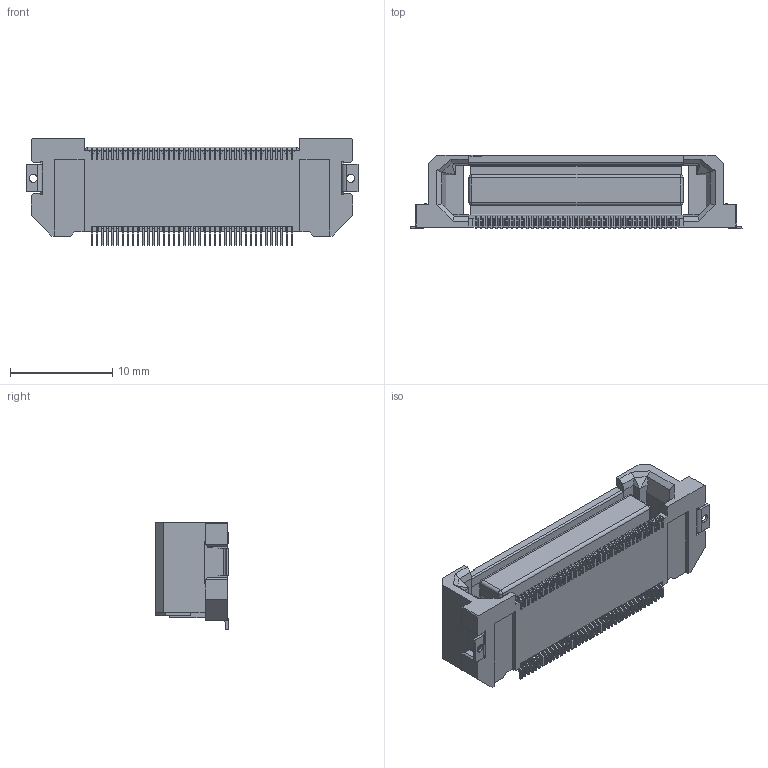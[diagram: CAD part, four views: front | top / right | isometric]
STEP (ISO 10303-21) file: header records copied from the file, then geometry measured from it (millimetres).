
FILE_DESCRIPTION(('CoCreate Modeling STEP Export'),'2;1');
FILE_NAME('FX20-80S-0.5SH.stp','2013-09-06T17:36:28',(''),(''),'CoCreate Modeling STEP processor for AP214 (Solid Model)','CoCreate Modeling 17.0 01-Apr-2010 (C) Parametric Technology GmbH','');
FILE_SCHEMA(('AUTOMOTIVE_DESIGN { 1 0 10303 214 1 1 1 1 }'));
Products named in the file (1): FX20-80S-0.5SH
Bounding box: 32.4 x 7.15 x 10.4 mm (x, y, z)
Volume: 1281.6 mm3; surface area: 2153 mm2
Topology: 1 solids, 1 shells, 2524 faces, 7284 edges, 4839 vertices
Faces by surface type: plane 2143, cylinder 377, sphere 4
Entity records: 80479 total; most frequent: ORIENTED_EDGE 14560, CARTESIAN_POINT 14338, DIRECTION 12643, EDGE_CURVE 7280, VECTOR 6343, LINE 6343, VERTEX_POINT 4839, AXIS2_PLACEMENT_3D 3150
